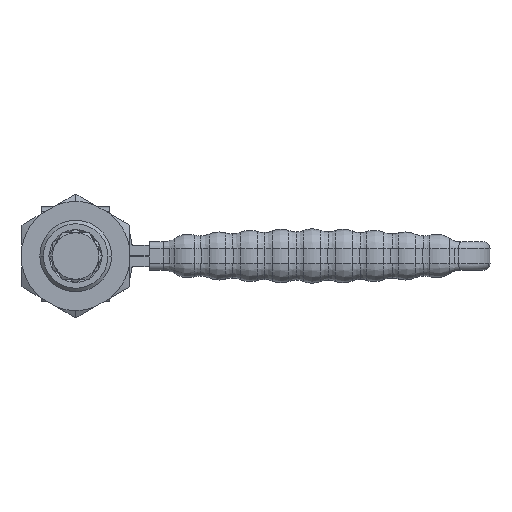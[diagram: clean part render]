
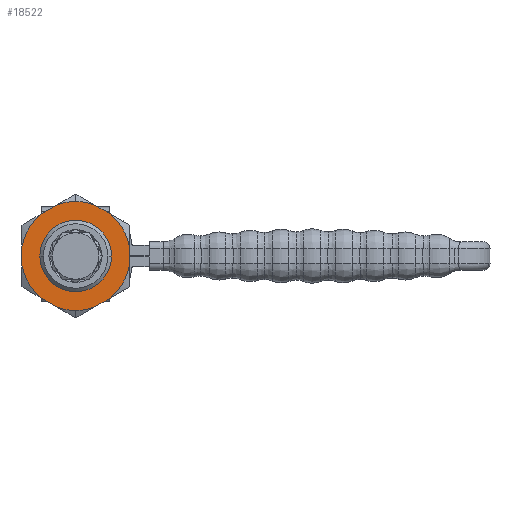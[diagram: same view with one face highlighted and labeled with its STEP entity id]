
A CAD part, left-side view. The second image highlights one B-rep face of the part: STEP entity #18522.
In plain terms, the highlighted planar face has unit normal (-1, 0, 0).
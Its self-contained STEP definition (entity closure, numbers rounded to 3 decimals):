
#17657=CARTESIAN_POINT('',(-361.086,-312.852,8.));
#17658=VERTEX_POINT('',#17657);
#17674=CARTESIAN_POINT('',(-361.086,-332.852,8.));
#17675=VERTEX_POINT('',#17674);
#17682=CARTESIAN_POINT('',(-361.086,-322.852,8.0));
#17683=DIRECTION('',(1.0,0.0,0.0));
#17684=DIRECTION('',(0.0,1.0,0.0));
#17685=AXIS2_PLACEMENT_3D('',#17682,#17683,#17684);
#17686=CIRCLE('',#17685,10.0);
#17687=EDGE_CURVE('',#17675,#17658,#17686,.F.);
#17697=CARTESIAN_POINT('',(-361.086,-322.852,-7.206));
#17698=VERTEX_POINT('',#17697);
#17707=CARTESIAN_POINT('',(-361.086,-317.511,-6.237));
#17708=VERTEX_POINT('',#17707);
#17709=CARTESIAN_POINT('',(-361.086,-322.852,8.));
#17710=DIRECTION('',(-1.0,0.0,0.0));
#17711=DIRECTION('',(0.0,0.0,1.0));
#17712=AXIS2_PLACEMENT_3D('',#17709,#17710,#17711);
#17713=CIRCLE('',#17712,15.206);
#17714=EDGE_CURVE('',#17708,#17698,#17713,.T.);
#17739=CARTESIAN_POINT('',(-361.086,-322.852,23.206));
#17740=VERTEX_POINT('',#17739);
#17747=CARTESIAN_POINT('',(-361.086,-317.511,22.237));
#17748=VERTEX_POINT('',#17747);
#17762=CARTESIAN_POINT('',(-361.086,-322.852,8.));
#17763=DIRECTION('',(-1.0,0.0,0.0));
#17764=DIRECTION('',(0.0,0.0,1.0));
#17765=AXIS2_PLACEMENT_3D('',#17762,#17763,#17764);
#17766=CIRCLE('',#17765,15.206);
#17767=EDGE_CURVE('',#17740,#17748,#17766,.T.);
#18107=CARTESIAN_POINT('',(-361.086,-332.511,19.744));
#18108=VERTEX_POINT('',#18107);
#18124=CARTESIAN_POINT('',(-361.086,-337.852,10.493));
#18125=VERTEX_POINT('',#18124);
#18126=CARTESIAN_POINT('',(-361.086,-322.852,8.));
#18127=DIRECTION('',(-1.0,0.0,0.0));
#18128=DIRECTION('',(0.0,0.0,1.0));
#18129=AXIS2_PLACEMENT_3D('',#18126,#18127,#18128);
#18130=CIRCLE('',#18129,15.206);
#18131=EDGE_CURVE('',#18125,#18108,#18130,.T.);
#18155=CARTESIAN_POINT('',(-361.086,-328.193,22.237));
#18156=VERTEX_POINT('',#18155);
#18157=CARTESIAN_POINT('',(-361.086,-322.852,8.));
#18158=DIRECTION('',(-1.0,0.0,0.0));
#18159=DIRECTION('',(0.0,0.0,1.0));
#18160=AXIS2_PLACEMENT_3D('',#18157,#18158,#18159);
#18161=CIRCLE('',#18160,15.206);
#18162=EDGE_CURVE('',#18156,#17740,#18161,.T.);
#18187=CARTESIAN_POINT('',(-361.086,-332.511,-3.744));
#18188=VERTEX_POINT('',#18187);
#18202=CARTESIAN_POINT('',(-361.086,-337.852,5.507));
#18203=VERTEX_POINT('',#18202);
#18217=CARTESIAN_POINT('',(-361.086,-322.852,8.));
#18218=DIRECTION('',(-1.0,0.0,0.0));
#18219=DIRECTION('',(0.0,0.0,1.0));
#18220=AXIS2_PLACEMENT_3D('',#18217,#18218,#18219);
#18221=CIRCLE('',#18220,15.206);
#18222=EDGE_CURVE('',#18188,#18203,#18221,.T.);
#18232=CARTESIAN_POINT('',(-361.086,-307.852,10.493));
#18233=VERTEX_POINT('',#18232);
#18249=CARTESIAN_POINT('',(-361.086,-313.193,19.744));
#18250=VERTEX_POINT('',#18249);
#18251=CARTESIAN_POINT('',(-361.086,-322.852,8.));
#18252=DIRECTION('',(-1.0,0.0,0.0));
#18253=DIRECTION('',(0.0,0.0,1.0));
#18254=AXIS2_PLACEMENT_3D('',#18251,#18252,#18253);
#18255=CIRCLE('',#18254,15.206);
#18256=EDGE_CURVE('',#18250,#18233,#18255,.T.);
#18280=CARTESIAN_POINT('',(-361.086,-328.193,-6.237));
#18281=VERTEX_POINT('',#18280);
#18295=CARTESIAN_POINT('',(-361.086,-322.852,8.));
#18296=DIRECTION('',(-1.0,0.0,0.0));
#18297=DIRECTION('',(0.0,0.0,1.0));
#18298=AXIS2_PLACEMENT_3D('',#18295,#18296,#18297);
#18299=CIRCLE('',#18298,15.206);
#18300=EDGE_CURVE('',#17698,#18281,#18299,.T.);
#18312=CARTESIAN_POINT('',(-361.086,-307.852,5.507));
#18313=VERTEX_POINT('',#18312);
#18327=CARTESIAN_POINT('',(-361.086,-313.193,-3.744));
#18328=VERTEX_POINT('',#18327);
#18342=CARTESIAN_POINT('',(-361.086,-322.852,8.));
#18343=DIRECTION('',(-1.0,0.0,0.0));
#18344=DIRECTION('',(0.0,0.0,1.0));
#18345=AXIS2_PLACEMENT_3D('',#18342,#18343,#18344);
#18346=CIRCLE('',#18345,15.206);
#18347=EDGE_CURVE('',#18313,#18328,#18346,.T.);
#18429=CARTESIAN_POINT('',(-361.086,-313.193,-3.744));
#18430=DIRECTION('',(0.0,-0.866,-0.5));
#18431=VECTOR('',#18430,4.986);
#18432=LINE('',#18429,#18431);
#18433=EDGE_CURVE('',#17708,#18328,#18432,.F.);
#18460=CARTESIAN_POINT('',(-361.086,-328.193,-6.237));
#18461=DIRECTION('',(0.0,-0.866,0.5));
#18462=VECTOR('',#18461,4.986);
#18463=LINE('',#18460,#18462);
#18464=EDGE_CURVE('',#18188,#18281,#18463,.F.);
#18471=CARTESIAN_POINT('',(-361.086,-322.852,8.0));
#18472=DIRECTION('',(1.0,0.0,0.0));
#18473=DIRECTION('',(0.0,0.0,-1.0));
#18474=AXIS2_PLACEMENT_3D('',#18471,#18472,#18473);
#18475=PLANE('',#18474);
#18476=ORIENTED_EDGE('',*,*,#18347,.T.);
#18477=ORIENTED_EDGE('',*,*,#18433,.F.);
#18478=ORIENTED_EDGE('',*,*,#17714,.T.);
#18479=ORIENTED_EDGE('',*,*,#18300,.T.);
#18480=ORIENTED_EDGE('',*,*,#18464,.F.);
#18481=ORIENTED_EDGE('',*,*,#18222,.T.);
#18482=CARTESIAN_POINT('',(-361.086,-337.852,5.507));
#18483=DIRECTION('',(0.0,0.0,1.0));
#18484=VECTOR('',#18483,4.986);
#18485=LINE('',#18482,#18484);
#18486=EDGE_CURVE('',#18125,#18203,#18485,.F.);
#18487=ORIENTED_EDGE('',*,*,#18486,.F.);
#18488=ORIENTED_EDGE('',*,*,#18131,.T.);
#18489=CARTESIAN_POINT('',(-361.086,-332.511,19.744));
#18490=DIRECTION('',(0.0,0.866,0.5));
#18491=VECTOR('',#18490,4.986);
#18492=LINE('',#18489,#18491);
#18493=EDGE_CURVE('',#18156,#18108,#18492,.F.);
#18494=ORIENTED_EDGE('',*,*,#18493,.F.);
#18495=ORIENTED_EDGE('',*,*,#18162,.T.);
#18496=ORIENTED_EDGE('',*,*,#17767,.T.);
#18497=CARTESIAN_POINT('',(-361.086,-317.511,22.237));
#18498=DIRECTION('',(0.0,0.866,-0.5));
#18499=VECTOR('',#18498,4.986);
#18500=LINE('',#18497,#18499);
#18501=EDGE_CURVE('',#18250,#17748,#18500,.F.);
#18502=ORIENTED_EDGE('',*,*,#18501,.F.);
#18503=ORIENTED_EDGE('',*,*,#18256,.T.);
#18504=CARTESIAN_POINT('',(-361.086,-307.852,10.493));
#18505=DIRECTION('',(0.0,0.0,-1.0));
#18506=VECTOR('',#18505,4.986);
#18507=LINE('',#18504,#18506);
#18508=EDGE_CURVE('',#18313,#18233,#18507,.F.);
#18509=ORIENTED_EDGE('',*,*,#18508,.F.);
#18510=EDGE_LOOP('',(#18476,#18477,#18478,#18479,#18480,#18481,#18487,#18488,#18494,#18495,#18496,#18502,#18503,#18509));
#18511=FACE_OUTER_BOUND('',#18510,.T.);
#18512=ORIENTED_EDGE('',*,*,#17687,.F.);
#18513=CARTESIAN_POINT('',(-361.086,-322.852,8.0));
#18514=DIRECTION('',(1.0,0.0,0.0));
#18515=DIRECTION('',(0.0,1.0,0.0));
#18516=AXIS2_PLACEMENT_3D('',#18513,#18514,#18515);
#18517=CIRCLE('',#18516,10.0);
#18518=EDGE_CURVE('',#17658,#17675,#18517,.F.);
#18519=ORIENTED_EDGE('',*,*,#18518,.F.);
#18520=EDGE_LOOP('',(#18512,#18519));
#18521=FACE_BOUND('',#18520,.T.);
#18522=ADVANCED_FACE('',(#18511,#18521),#18475,.F.);
